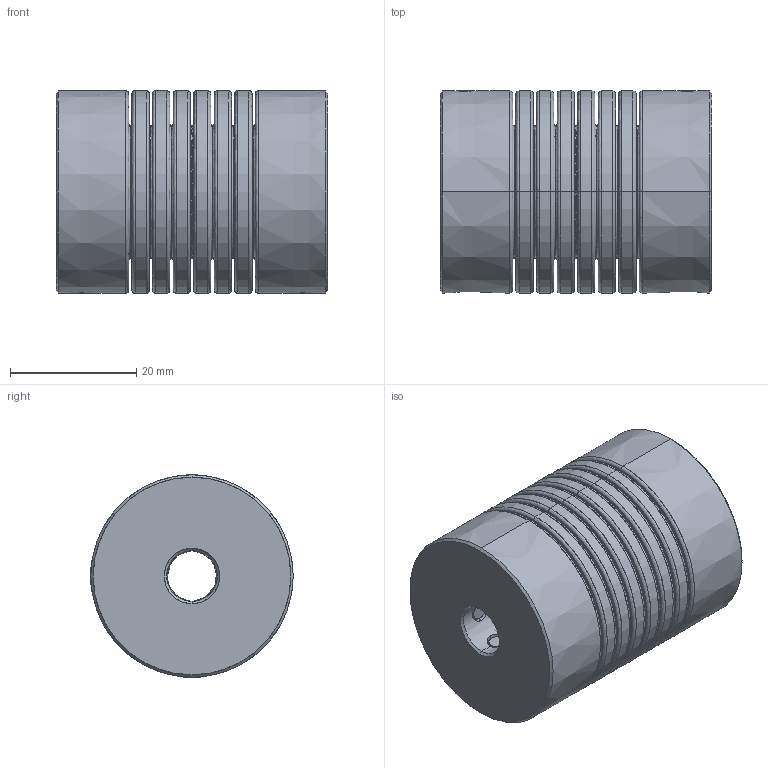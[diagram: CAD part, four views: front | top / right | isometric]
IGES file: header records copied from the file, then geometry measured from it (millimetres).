
Start section: SolidWorks IGES file using analytic representation for surfaces
Global section: file name: CL6-32L.igs; native system: SolidWorks 2010; preprocessor: SolidWorks 2010; author: Josh; date: 110810.005755; units: millimetre
Bounding box: 43 x 32 x 32 mm (x, y, z)
Surface area: 13783.9 mm2 (no closed solid volume)
Topology: 0 solids, 0 shells, 176 faces, 2958 edges, 2958 vertices
Faces by surface type: bspline 114, revolution 62
